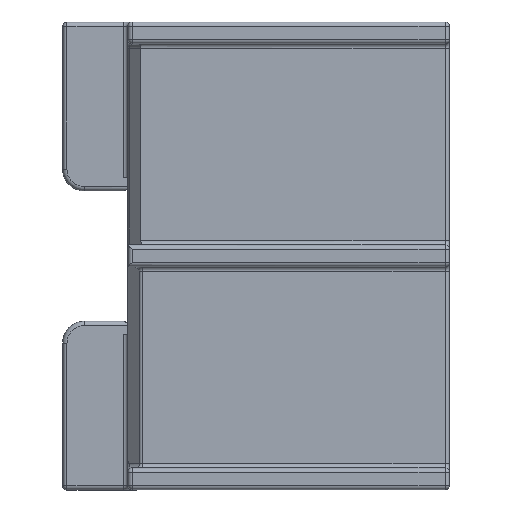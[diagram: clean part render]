
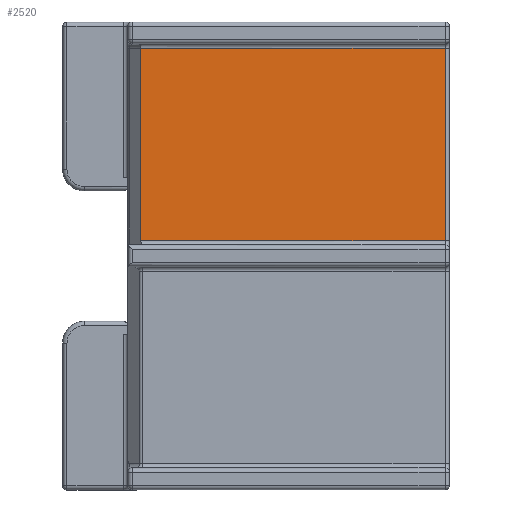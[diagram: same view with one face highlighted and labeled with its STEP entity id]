
A CAD part, top view. The second image highlights one B-rep face of the part: STEP entity #2520.
In plain terms, the highlighted planar face has unit normal (0, 0, 1).
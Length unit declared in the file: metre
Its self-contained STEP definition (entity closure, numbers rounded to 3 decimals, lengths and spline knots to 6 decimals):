
#482=ORIENTED_EDGE('',*,*,#1254,.T.);
#483=ORIENTED_EDGE('',*,*,#1255,.T.);
#484=ORIENTED_EDGE('',*,*,#1256,.T.);
#485=ORIENTED_EDGE('',*,*,#1257,.T.);
#1254=EDGE_CURVE('',#1639,#1640,#1835,.T.);
#1255=EDGE_CURVE('',#1640,#1641,#1836,.F.);
#1256=EDGE_CURVE('',#1641,#1642,#1837,.F.);
#1257=EDGE_CURVE('',#1642,#1639,#1838,.T.);
#1639=VERTEX_POINT('',#4310);
#1640=VERTEX_POINT('',#4311);
#1641=VERTEX_POINT('',#4313);
#1642=VERTEX_POINT('',#4315);
#1835=LINE('',#4309,#2025);
#1836=LINE('',#4312,#2026);
#1837=LINE('',#4314,#2027);
#1838=LINE('',#4316,#2028);
#2025=VECTOR('',#3284,1.);
#2026=VECTOR('',#3285,1.);
#2027=VECTOR('',#3286,1.);
#2028=VECTOR('',#3287,1.);
#2128=EDGE_LOOP('',(#482,#483,#484,#485));
#2306=FACE_BOUND('',#2128,.T.);
#2484=PLANE('',#2775);
#2520=ADVANCED_FACE('',(#2306),#2484,.F.);
#2775=AXIS2_PLACEMENT_3D('',#4308,#3282,#3283);
#3282=DIRECTION('',(0.,0.,-1.));
#3283=DIRECTION('',(-1.,0.,0.));
#3284=DIRECTION('',(0.,-1.,0.));
#3285=DIRECTION('',(-1.,0.,0.));
#3286=DIRECTION('',(0.,-1.,0.));
#3287=DIRECTION('',(-1.,0.,0.));
#4308=CARTESIAN_POINT('',(0.0683,0.02565,0.096268));
#4309=CARTESIAN_POINT('',(-0.0027,0.02565,0.096268));
#4310=CARTESIAN_POINT('',(-0.0027,0.0478,0.096268));
#4311=CARTESIAN_POINT('',(-0.0027,0.0035,0.096268));
#4312=CARTESIAN_POINT('',(0.0683,0.0035,0.096268));
#4313=CARTESIAN_POINT('',(0.0673,0.0035,0.096268));
#4314=CARTESIAN_POINT('',(0.0673,0.0488,0.096268));
#4315=CARTESIAN_POINT('',(0.0673,0.0478,0.096268));
#4316=CARTESIAN_POINT('',(0.0683,0.0478,0.096268));
